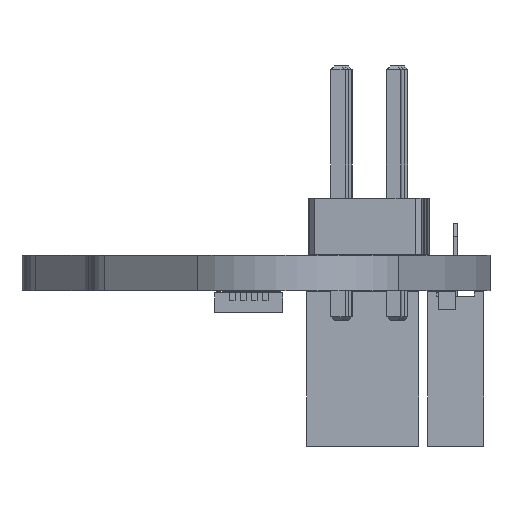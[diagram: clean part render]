
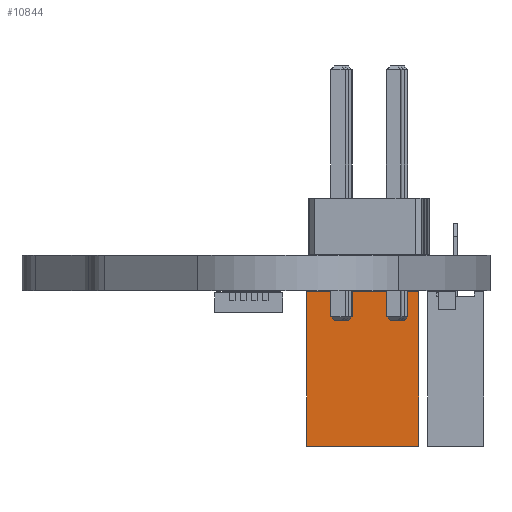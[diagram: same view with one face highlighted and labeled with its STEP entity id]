
A CAD part, front view. The second image highlights one B-rep face of the part: STEP entity #10844.
In plain terms, the highlighted free-form (B-spline) face has degree [1, 1] with [2, 2] control points.
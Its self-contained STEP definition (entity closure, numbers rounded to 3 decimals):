
#10844 = ADVANCED_FACE('',(#10845),#10858,.F.);
#10845 = FACE_BOUND('',#10846,.F.);
#10846 = EDGE_LOOP('',(#10847,#10879,#10904,#10929));
#10847 = ORIENTED_EDGE('',*,*,#10848,.T.);
#10848 = EDGE_CURVE('',#10849,#10851,#10853,.T.);
#10849 = VERTEX_POINT('',#10850);
#10850 = CARTESIAN_POINT('',(1.27,-3.81,0.));
#10851 = VERTEX_POINT('',#10852);
#10852 = CARTESIAN_POINT('',(1.27,-3.81,7.));
#10853 = SURFACE_CURVE('',#10854,(#10857,#10868),.PCURVE_S1.);
#10854 = B_SPLINE_CURVE_WITH_KNOTS('',1,(#10855,#10856),.UNSPECIFIED.,
  .F.,.F.,(2,2),(0.,7.),.PIECEWISE_BEZIER_KNOTS.);
#10855 = CARTESIAN_POINT('',(1.27,-3.81,0.));
#10856 = CARTESIAN_POINT('',(1.27,-3.81,7.));
#10857 = PCURVE('',#10858,#10863);
#10858 = B_SPLINE_SURFACE_WITH_KNOTS('',1,1,(
    (#10859,#10860)
    ,(#10861,#10862
    )),.UNSPECIFIED.,.F.,.F.,.F.,(2,2),(2,2),(0.,5.08),(-7.,0.),
  .PIECEWISE_BEZIER_KNOTS.);
#10859 = CARTESIAN_POINT('',(1.27,-3.81,7.));
#10860 = CARTESIAN_POINT('',(1.27,-3.81,0.));
#10861 = CARTESIAN_POINT('',(1.27,1.27,7.));
#10862 = CARTESIAN_POINT('',(1.27,1.27,0.));
#10863 = DEFINITIONAL_REPRESENTATION('',(#10864),#10867);
#10864 = B_SPLINE_CURVE_WITH_KNOTS('',1,(#10865,#10866),.UNSPECIFIED.,
  .F.,.F.,(2,2),(0.,7.),.PIECEWISE_BEZIER_KNOTS.);
#10865 = CARTESIAN_POINT('',(0.,0.));
#10866 = CARTESIAN_POINT('',(0.,-7.));
#10867 = ( GEOMETRIC_REPRESENTATION_CONTEXT(2) 
PARAMETRIC_REPRESENTATION_CONTEXT() REPRESENTATION_CONTEXT('2D SPACE',''
  ) );
#10868 = PCURVE('',#10869,#10874);
#10869 = B_SPLINE_SURFACE_WITH_KNOTS('',1,1,(
    (#10870,#10871)
    ,(#10872,#10873
    )),.UNSPECIFIED.,.F.,.F.,.F.,(2,2),(2,2),(0.,2.54),(-7.,0.),
  .PIECEWISE_BEZIER_KNOTS.);
#10870 = CARTESIAN_POINT('',(-1.27,-3.81,7.));
#10871 = CARTESIAN_POINT('',(-1.27,-3.81,0.));
#10872 = CARTESIAN_POINT('',(1.27,-3.81,7.));
#10873 = CARTESIAN_POINT('',(1.27,-3.81,0.));
#10874 = DEFINITIONAL_REPRESENTATION('',(#10875),#10878);
#10875 = B_SPLINE_CURVE_WITH_KNOTS('',1,(#10876,#10877),.UNSPECIFIED.,
  .F.,.F.,(2,2),(0.,7.),.PIECEWISE_BEZIER_KNOTS.);
#10876 = CARTESIAN_POINT('',(2.54,0.));
#10877 = CARTESIAN_POINT('',(2.54,-7.));
#10878 = ( GEOMETRIC_REPRESENTATION_CONTEXT(2) 
PARAMETRIC_REPRESENTATION_CONTEXT() REPRESENTATION_CONTEXT('2D SPACE',''
  ) );
#10879 = ORIENTED_EDGE('',*,*,#10880,.T.);
#10880 = EDGE_CURVE('',#10851,#10881,#10883,.T.);
#10881 = VERTEX_POINT('',#10882);
#10882 = CARTESIAN_POINT('',(1.27,1.27,7.));
#10883 = SURFACE_CURVE('',#10884,(#10887,#10893),.PCURVE_S1.);
#10884 = B_SPLINE_CURVE_WITH_KNOTS('',1,(#10885,#10886),.UNSPECIFIED.,
  .F.,.F.,(2,2),(0.,5.08),.PIECEWISE_BEZIER_KNOTS.);
#10885 = CARTESIAN_POINT('',(1.27,-3.81,7.));
#10886 = CARTESIAN_POINT('',(1.27,1.27,7.));
#10887 = PCURVE('',#10858,#10888);
#10888 = DEFINITIONAL_REPRESENTATION('',(#10889),#10892);
#10889 = B_SPLINE_CURVE_WITH_KNOTS('',1,(#10890,#10891),.UNSPECIFIED.,
  .F.,.F.,(2,2),(0.,5.08),.PIECEWISE_BEZIER_KNOTS.);
#10890 = CARTESIAN_POINT('',(0.,-7.));
#10891 = CARTESIAN_POINT('',(5.08,-7.));
#10892 = ( GEOMETRIC_REPRESENTATION_CONTEXT(2) 
PARAMETRIC_REPRESENTATION_CONTEXT() REPRESENTATION_CONTEXT('2D SPACE',''
  ) );
#10893 = PCURVE('',#10894,#10899);
#10894 = B_SPLINE_SURFACE_WITH_KNOTS('',1,1,(
    (#10895,#10896)
    ,(#10897,#10898
    )),.UNSPECIFIED.,.F.,.F.,.F.,(2,2),(2,2),(-5.08,0.),(
    0.,2.54),.PIECEWISE_BEZIER_KNOTS.);
#10895 = CARTESIAN_POINT('',(1.27,1.27,7.));
#10896 = CARTESIAN_POINT('',(-1.27,1.27,7.));
#10897 = CARTESIAN_POINT('',(1.27,-3.81,7.));
#10898 = CARTESIAN_POINT('',(-1.27,-3.81,7.));
#10899 = DEFINITIONAL_REPRESENTATION('',(#10900),#10903);
#10900 = B_SPLINE_CURVE_WITH_KNOTS('',1,(#10901,#10902),.UNSPECIFIED.,
  .F.,.F.,(2,2),(0.,5.08),.PIECEWISE_BEZIER_KNOTS.);
#10901 = CARTESIAN_POINT('',(0.,0.));
#10902 = CARTESIAN_POINT('',(-5.08,0.));
#10903 = ( GEOMETRIC_REPRESENTATION_CONTEXT(2) 
PARAMETRIC_REPRESENTATION_CONTEXT() REPRESENTATION_CONTEXT('2D SPACE',''
  ) );
#10904 = ORIENTED_EDGE('',*,*,#10905,.F.);
#10905 = EDGE_CURVE('',#10906,#10881,#10908,.T.);
#10906 = VERTEX_POINT('',#10907);
#10907 = CARTESIAN_POINT('',(1.27,1.27,0.));
#10908 = SURFACE_CURVE('',#10909,(#10912,#10918),.PCURVE_S1.);
#10909 = B_SPLINE_CURVE_WITH_KNOTS('',1,(#10910,#10911),.UNSPECIFIED.,
  .F.,.F.,(2,2),(0.,7.),.PIECEWISE_BEZIER_KNOTS.);
#10910 = CARTESIAN_POINT('',(1.27,1.27,0.));
#10911 = CARTESIAN_POINT('',(1.27,1.27,7.));
#10912 = PCURVE('',#10858,#10913);
#10913 = DEFINITIONAL_REPRESENTATION('',(#10914),#10917);
#10914 = B_SPLINE_CURVE_WITH_KNOTS('',1,(#10915,#10916),.UNSPECIFIED.,
  .F.,.F.,(2,2),(0.,7.),.PIECEWISE_BEZIER_KNOTS.);
#10915 = CARTESIAN_POINT('',(5.08,0.));
#10916 = CARTESIAN_POINT('',(5.08,-7.));
#10917 = ( GEOMETRIC_REPRESENTATION_CONTEXT(2) 
PARAMETRIC_REPRESENTATION_CONTEXT() REPRESENTATION_CONTEXT('2D SPACE',''
  ) );
#10918 = PCURVE('',#10919,#10924);
#10919 = B_SPLINE_SURFACE_WITH_KNOTS('',1,1,(
    (#10920,#10921)
    ,(#10922,#10923
    )),.UNSPECIFIED.,.F.,.F.,.F.,(2,2),(2,2),(0.,2.54),(-7.,0.),
  .PIECEWISE_BEZIER_KNOTS.);
#10920 = CARTESIAN_POINT('',(1.27,1.27,7.));
#10921 = CARTESIAN_POINT('',(1.27,1.27,0.));
#10922 = CARTESIAN_POINT('',(-1.27,1.27,7.));
#10923 = CARTESIAN_POINT('',(-1.27,1.27,0.));
#10924 = DEFINITIONAL_REPRESENTATION('',(#10925),#10928);
#10925 = B_SPLINE_CURVE_WITH_KNOTS('',1,(#10926,#10927),.UNSPECIFIED.,
  .F.,.F.,(2,2),(0.,7.),.PIECEWISE_BEZIER_KNOTS.);
#10926 = CARTESIAN_POINT('',(0.,0.));
#10927 = CARTESIAN_POINT('',(0.,-7.));
#10928 = ( GEOMETRIC_REPRESENTATION_CONTEXT(2) 
PARAMETRIC_REPRESENTATION_CONTEXT() REPRESENTATION_CONTEXT('2D SPACE',''
  ) );
#10929 = ORIENTED_EDGE('',*,*,#10930,.F.);
#10930 = EDGE_CURVE('',#10849,#10906,#10931,.T.);
#10931 = SURFACE_CURVE('',#10932,(#10935,#10941),.PCURVE_S1.);
#10932 = B_SPLINE_CURVE_WITH_KNOTS('',1,(#10933,#10934),.UNSPECIFIED.,
  .F.,.F.,(2,2),(0.,5.08),.PIECEWISE_BEZIER_KNOTS.);
#10933 = CARTESIAN_POINT('',(1.27,-3.81,0.));
#10934 = CARTESIAN_POINT('',(1.27,1.27,0.));
#10935 = PCURVE('',#10858,#10936);
#10936 = DEFINITIONAL_REPRESENTATION('',(#10937),#10940);
#10937 = B_SPLINE_CURVE_WITH_KNOTS('',1,(#10938,#10939),.UNSPECIFIED.,
  .F.,.F.,(2,2),(0.,5.08),.PIECEWISE_BEZIER_KNOTS.);
#10938 = CARTESIAN_POINT('',(0.,0.));
#10939 = CARTESIAN_POINT('',(5.08,0.));
#10940 = ( GEOMETRIC_REPRESENTATION_CONTEXT(2) 
PARAMETRIC_REPRESENTATION_CONTEXT() REPRESENTATION_CONTEXT('2D SPACE',''
  ) );
#10941 = PCURVE('',#10942,#10947);
#10942 = B_SPLINE_SURFACE_WITH_KNOTS('',1,1,(
    (#10943,#10944)
    ,(#10945,#10946
    )),.UNSPECIFIED.,.F.,.F.,.F.,(2,2),(2,2),(-5.08,0.),(
    0.,0.423),.PIECEWISE_BEZIER_KNOTS.);
#10943 = CARTESIAN_POINT('',(1.27,1.27,0.));
#10944 = CARTESIAN_POINT('',(0.847,1.27,0.));
#10945 = CARTESIAN_POINT('',(1.27,-3.81,0.));
#10946 = CARTESIAN_POINT('',(0.847,-3.81,0.));
#10947 = DEFINITIONAL_REPRESENTATION('',(#10948),#10951);
#10948 = B_SPLINE_CURVE_WITH_KNOTS('',1,(#10949,#10950),.UNSPECIFIED.,
  .F.,.F.,(2,2),(0.,5.08),.PIECEWISE_BEZIER_KNOTS.);
#10949 = CARTESIAN_POINT('',(0.,0.));
#10950 = CARTESIAN_POINT('',(-5.08,0.));
#10951 = ( GEOMETRIC_REPRESENTATION_CONTEXT(2) 
PARAMETRIC_REPRESENTATION_CONTEXT() REPRESENTATION_CONTEXT('2D SPACE',''
  ) );
